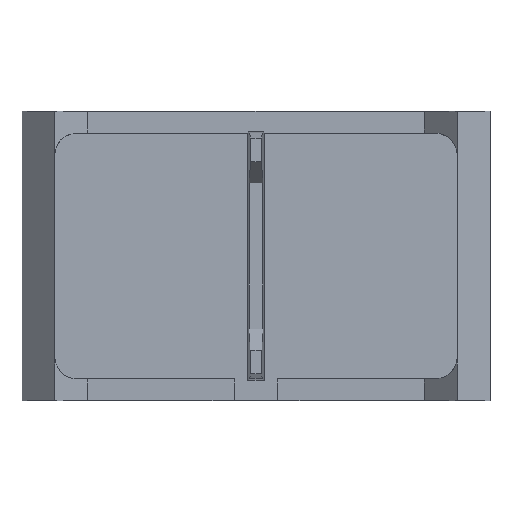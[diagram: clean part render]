
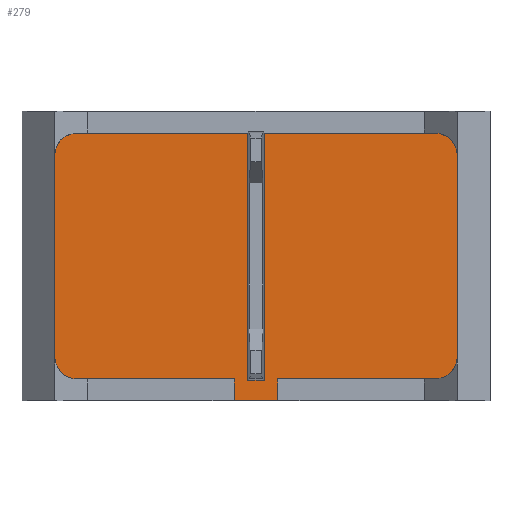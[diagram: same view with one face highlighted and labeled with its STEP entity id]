
A CAD part, top view. The second image highlights one B-rep face of the part: STEP entity #279.
In plain terms, the highlighted planar face has unit normal (0, 0, 1).
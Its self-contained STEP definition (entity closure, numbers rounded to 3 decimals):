
#9 = VECTOR ( 'NONE', #1014, 1000. ) ;
#12 = ORIENTED_EDGE ( 'NONE', *, *, #1104, .T. ) ;
#21 = VERTEX_POINT ( 'NONE', #66 ) ;
#41 = ORIENTED_EDGE ( 'NONE', *, *, #823, .T. ) ;
#62 = ORIENTED_EDGE ( 'NONE', *, *, #1286, .F. ) ;
#66 = CARTESIAN_POINT ( 'NONE',  ( 24.512, 16.8, -1. ) ) ;
#68 = VERTEX_POINT ( 'NONE', #782 ) ;
#80 = EDGE_CURVE ( 'NONE', #960, #476, #956, .T. ) ;
#94 = CARTESIAN_POINT ( 'NONE',  ( -24.512, 13.8, -1. ) ) ;
#115 = ORIENTED_EDGE ( 'NONE', *, *, #768, .T. ) ;
#116 = VERTEX_POINT ( 'NONE', #688 ) ;
#118 = DIRECTION ( 'NONE',  ( 1., 0., 0. ) ) ;
#120 = EDGE_CURVE ( 'NONE', #1123, #838, #917, .T. ) ;
#132 = CARTESIAN_POINT ( 'NONE',  ( 32., -19.8, -1. ) ) ;
#136 = ORIENTED_EDGE ( 'NONE', *, *, #928, .T. ) ;
#168 = VECTOR ( 'NONE', #540, 1000. ) ;
#183 = VERTEX_POINT ( 'NONE', #1224 ) ;
#193 = DIRECTION ( 'NONE',  ( 1., 0., 0. ) ) ;
#194 = ORIENTED_EDGE ( 'NONE', *, *, #80, .F. ) ;
#207 = CARTESIAN_POINT ( 'NONE',  ( 24.512, -13.8, -1. ) ) ;
#219 = CARTESIAN_POINT ( 'NONE',  ( -24.512, -16.8, -1. ) ) ;
#225 = DIRECTION ( 'NONE',  ( 0., 1., 0. ) ) ;
#228 = VECTOR ( 'NONE', #455, 1000. ) ;
#229 = DIRECTION ( 'NONE',  ( -1., 0., 0. ) ) ;
#248 = DIRECTION ( 'NONE',  ( 1., 0., 0. ) ) ;
#254 = DIRECTION ( 'NONE',  ( 1., 0., 0. ) ) ;
#257 = CARTESIAN_POINT ( 'NONE',  ( -3., -20.8, -1. ) ) ;
#263 = VECTOR ( 'NONE', #1006, 1000. ) ;
#275 = DIRECTION ( 'NONE',  ( 0., 0., 1. ) ) ;
#279 = ADVANCED_FACE ( 'NONE', ( #1197 ), #340, .T. ) ;
#286 = VECTOR ( 'NONE', #820, 1000. ) ;
#295 = ORIENTED_EDGE ( 'NONE', *, *, #964, .T. ) ;
#311 = DIRECTION ( 'NONE',  ( 0., 0., 1. ) ) ;
#317 = CARTESIAN_POINT ( 'NONE',  ( 27.512, -13.8, -1. ) ) ;
#329 = VECTOR ( 'NONE', #118, 1000. ) ;
#334 = ORIENTED_EDGE ( 'NONE', *, *, #1212, .T. ) ;
#338 = VERTEX_POINT ( 'NONE', #348 ) ;
#339 = CARTESIAN_POINT ( 'NONE',  ( 3., -20.8, -1. ) ) ;
#340 = PLANE ( 'NONE',  #375 ) ;
#343 = EDGE_LOOP ( 'NONE', ( #785, #1059, #334, #488, #456, #115, #136, #1040, #194, #62, #1215, #12, #41, #295, #517, #464 ) ) ;
#344 = LINE ( 'NONE', #1247, #1096 ) ;
#348 = CARTESIAN_POINT ( 'NONE',  ( -24.512, -16.8, -1. ) ) ;
#353 = AXIS2_PLACEMENT_3D ( 'NONE', #207, #784, #1020 ) ;
#364 = CARTESIAN_POINT ( 'NONE',  ( 3., -19.8, -1. ) ) ;
#366 = CARTESIAN_POINT ( 'NONE',  ( 24.512, 16.8, -1. ) ) ;
#375 = AXIS2_PLACEMENT_3D ( 'NONE', #434, #808, #248 ) ;
#434 = CARTESIAN_POINT ( 'NONE',  ( -24.512, -13.8, -1. ) ) ;
#439 = CARTESIAN_POINT ( 'NONE',  ( -1.1, -17., -1. ) ) ;
#444 = VECTOR ( 'NONE', #229, 1000. ) ;
#454 = CARTESIAN_POINT ( 'NONE',  ( 24.512, 16.8, -1. ) ) ;
#455 = DIRECTION ( 'NONE',  ( -1., 0., 0. ) ) ;
#456 = ORIENTED_EDGE ( 'NONE', *, *, #898, .T. ) ;
#464 = ORIENTED_EDGE ( 'NONE', *, *, #1261, .F. ) ;
#476 = VERTEX_POINT ( 'NONE', #663 ) ;
#482 = LINE ( 'NONE', #339, #9 ) ;
#488 = ORIENTED_EDGE ( 'NONE', *, *, #1052, .T. ) ;
#497 = AXIS2_PLACEMENT_3D ( 'NONE', #834, #275, #938 ) ;
#500 = LINE ( 'NONE', #366, #228 ) ;
#508 = LINE ( 'NONE', #317, #696 ) ;
#517 = ORIENTED_EDGE ( 'NONE', *, *, #959, .T. ) ;
#520 = LINE ( 'NONE', #454, #168 ) ;
#540 = DIRECTION ( 'NONE',  ( -1., 0., 0. ) ) ;
#586 = LINE ( 'NONE', #257, #1170 ) ;
#596 = CIRCLE ( 'NONE', #704, 3. ) ;
#610 = VECTOR ( 'NONE', #254, 1000. ) ;
#619 = VECTOR ( 'NONE', #791, 1000. ) ;
#663 = CARTESIAN_POINT ( 'NONE',  ( -3., -19.8, -1. ) ) ;
#673 = LINE ( 'NONE', #439, #610 ) ;
#688 = CARTESIAN_POINT ( 'NONE',  ( -27.512, 13.8, -1. ) ) ;
#694 = VERTEX_POINT ( 'NONE', #759 ) ;
#696 = VECTOR ( 'NONE', #225, 1000. ) ;
#704 = AXIS2_PLACEMENT_3D ( 'NONE', #876, #311, #978 ) ;
#707 = VERTEX_POINT ( 'NONE', #861 ) ;
#718 = AXIS2_PLACEMENT_3D ( 'NONE', #94, #742, #193 ) ;
#735 = CIRCLE ( 'NONE', #718, 3. ) ;
#742 = DIRECTION ( 'NONE',  ( 0., 0., 1. ) ) ;
#756 = CARTESIAN_POINT ( 'NONE',  ( 1.1, 17., -1. ) ) ;
#759 = CARTESIAN_POINT ( 'NONE',  ( 27.512, 13.8, -1. ) ) ;
#768 = EDGE_CURVE ( 'NONE', #1083, #338, #596, .T. ) ;
#773 = EDGE_CURVE ( 'NONE', #969, #885, #824, .T. ) ;
#782 = CARTESIAN_POINT ( 'NONE',  ( -24.512, 16.8, -1. ) ) ;
#784 = DIRECTION ( 'NONE',  ( 0., 0., 1. ) ) ;
#785 = ORIENTED_EDGE ( 'NONE', *, *, #1118, .F. ) ;
#791 = DIRECTION ( 'NONE',  ( 0., 1., 0. ) ) ;
#808 = DIRECTION ( 'NONE',  ( 0., 0., 1. ) ) ;
#814 = DIRECTION ( 'NONE',  ( 0., -1., 0. ) ) ;
#820 = DIRECTION ( 'NONE',  ( 1., 0., 0. ) ) ;
#823 = EDGE_CURVE ( 'NONE', #183, #694, #508, .T. ) ;
#824 = LINE ( 'NONE', #219, #329 ) ;
#828 = CARTESIAN_POINT ( 'NONE',  ( 3., -16.8, -1. ) ) ;
#834 = CARTESIAN_POINT ( 'NONE',  ( 24.512, 13.8, -1. ) ) ;
#838 = VERTEX_POINT ( 'NONE', #886 ) ;
#861 = CARTESIAN_POINT ( 'NONE',  ( 1.1, 16.8, -1. ) ) ;
#876 = CARTESIAN_POINT ( 'NONE',  ( -24.512, -13.8, -1. ) ) ;
#885 = VERTEX_POINT ( 'NONE', #1025 ) ;
#886 = CARTESIAN_POINT ( 'NONE',  ( -1.1, 16.8, -1. ) ) ;
#893 = CIRCLE ( 'NONE', #497, 3. ) ;
#898 = EDGE_CURVE ( 'NONE', #116, #1083, #344, .T. ) ;
#915 = CARTESIAN_POINT ( 'NONE',  ( -1.1, -17., -1. ) ) ;
#917 = LINE ( 'NONE', #1222, #619 ) ;
#923 = CARTESIAN_POINT ( 'NONE',  ( -24.512, -16.8, -1. ) ) ;
#928 = EDGE_CURVE ( 'NONE', #338, #1283, #1125, .T. ) ;
#938 = DIRECTION ( 'NONE',  ( 1., 0., 0. ) ) ;
#956 = LINE ( 'NONE', #132, #444 ) ;
#957 = CARTESIAN_POINT ( 'NONE',  ( -27.512, -13.8, -1. ) ) ;
#959 = EDGE_CURVE ( 'NONE', #21, #707, #520, .T. ) ;
#960 = VERTEX_POINT ( 'NONE', #364 ) ;
#964 = EDGE_CURVE ( 'NONE', #694, #21, #893, .T. ) ;
#969 = VERTEX_POINT ( 'NONE', #828 ) ;
#978 = DIRECTION ( 'NONE',  ( 1., 0., 0. ) ) ;
#1006 = DIRECTION ( 'NONE',  ( 0., 1., 0. ) ) ;
#1014 = DIRECTION ( 'NONE',  ( 0., -1., 0. ) ) ;
#1020 = DIRECTION ( 'NONE',  ( 1., 0., 0. ) ) ;
#1025 = CARTESIAN_POINT ( 'NONE',  ( 24.512, -16.8, -1. ) ) ;
#1029 = DIRECTION ( 'NONE',  ( 0., 1., 0. ) ) ;
#1040 = ORIENTED_EDGE ( 'NONE', *, *, #1151, .F. ) ;
#1052 = EDGE_CURVE ( 'NONE', #68, #116, #735, .T. ) ;
#1059 = ORIENTED_EDGE ( 'NONE', *, *, #120, .T. ) ;
#1078 = LINE ( 'NONE', #756, #263 ) ;
#1083 = VERTEX_POINT ( 'NONE', #957 ) ;
#1096 = VECTOR ( 'NONE', #814, 1000. ) ;
#1104 = EDGE_CURVE ( 'NONE', #885, #183, #1209, .T. ) ;
#1118 = EDGE_CURVE ( 'NONE', #1123, #1139, #673, .T. ) ;
#1123 = VERTEX_POINT ( 'NONE', #915 ) ;
#1125 = LINE ( 'NONE', #923, #286 ) ;
#1139 = VERTEX_POINT ( 'NONE', #1250 ) ;
#1151 = EDGE_CURVE ( 'NONE', #476, #1283, #586, .T. ) ;
#1170 = VECTOR ( 'NONE', #1029, 1000. ) ;
#1197 = FACE_OUTER_BOUND ( 'NONE', #343, .T. ) ;
#1209 = CIRCLE ( 'NONE', #353, 3. ) ;
#1212 = EDGE_CURVE ( 'NONE', #838, #68, #500, .T. ) ;
#1215 = ORIENTED_EDGE ( 'NONE', *, *, #773, .T. ) ;
#1222 = CARTESIAN_POINT ( 'NONE',  ( -1.1, -13.8, -1. ) ) ;
#1224 = CARTESIAN_POINT ( 'NONE',  ( 27.512, -13.8, -1. ) ) ;
#1227 = CARTESIAN_POINT ( 'NONE',  ( -3., -16.8, -1. ) ) ;
#1247 = CARTESIAN_POINT ( 'NONE',  ( -27.512, 13.8, -1. ) ) ;
#1250 = CARTESIAN_POINT ( 'NONE',  ( 1.1, -17., -1. ) ) ;
#1261 = EDGE_CURVE ( 'NONE', #1139, #707, #1078, .T. ) ;
#1283 = VERTEX_POINT ( 'NONE', #1227 ) ;
#1286 = EDGE_CURVE ( 'NONE', #969, #960, #482, .T. ) ;
